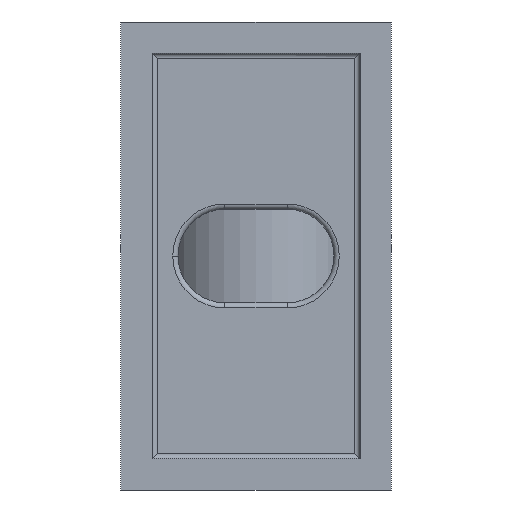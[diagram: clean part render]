
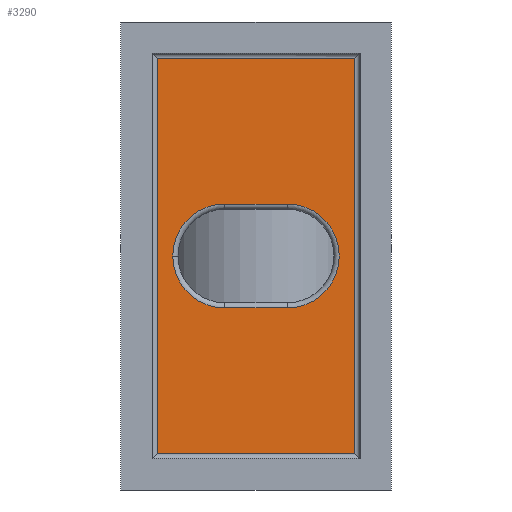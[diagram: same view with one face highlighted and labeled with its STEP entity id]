
A CAD part, front view. The second image highlights one B-rep face of the part: STEP entity #3290.
In plain terms, the highlighted planar face has unit normal (0, -1, 0).
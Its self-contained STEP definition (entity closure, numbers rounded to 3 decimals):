
#62 = EDGE_CURVE ( 'NONE', #460, #2030, #847, .T. ) ;
#70 = VERTEX_POINT ( 'NONE', #2869 ) ;
#93 = LINE ( 'NONE', #3714, #898 ) ;
#144 = EDGE_LOOP ( 'NONE', ( #3106, #3503, #4391, #4664, #3464 ) ) ;
#322 = DIRECTION ( 'NONE',  ( 0., 1., 0. ) ) ;
#346 = DIRECTION ( 'NONE',  ( 0., 1., 0. ) ) ;
#361 = AXIS2_PLACEMENT_3D ( 'NONE', #708, #322, #2998 ) ;
#364 = CARTESIAN_POINT ( 'NONE',  ( 3., 0.7, 27.5 ) ) ;
#394 = LINE ( 'NONE', #2546, #887 ) ;
#460 = VERTEX_POINT ( 'NONE', #2397 ) ;
#586 = CARTESIAN_POINT ( 'NONE',  ( 0., 0.7, 17.5 ) ) ;
#634 = VERTEX_POINT ( 'NONE', #1749 ) ;
#662 = LINE ( 'NONE', #586, #2432 ) ;
#664 = DIRECTION ( 'NONE',  ( 0., 1., 0. ) ) ;
#708 = CARTESIAN_POINT ( 'NONE',  ( -3., 0.7, 22.5 ) ) ;
#847 = LINE ( 'NONE', #2324, #1401 ) ;
#865 = DIRECTION ( 'NONE',  ( -1., 0., 0. ) ) ;
#887 = VECTOR ( 'NONE', #2635, 1000. ) ;
#898 = VECTOR ( 'NONE', #4505, 1000. ) ;
#946 = CARTESIAN_POINT ( 'NONE',  ( 9.5, 0.7, 42. ) ) ;
#973 = LINE ( 'NONE', #946, #1579 ) ;
#1286 = ORIENTED_EDGE ( 'NONE', *, *, #4522, .T. ) ;
#1401 = VECTOR ( 'NONE', #3773, 1000. ) ;
#1553 = DIRECTION ( 'NONE',  ( 1., 0., 0. ) ) ;
#1563 = CARTESIAN_POINT ( 'NONE',  ( 9.5, 0.7, 41.5 ) ) ;
#1579 = VECTOR ( 'NONE', #4615, 1000. ) ;
#1590 = CIRCLE ( 'NONE', #1974, 5. ) ;
#1694 = EDGE_CURVE ( 'NONE', #3079, #4737, #1590, .T. ) ;
#1749 = CARTESIAN_POINT ( 'NONE',  ( 9.5, 0.7, 3.5 ) ) ;
#1786 = CARTESIAN_POINT ( 'NONE',  ( -9.5, 0.7, 3.5 ) ) ;
#1974 = AXIS2_PLACEMENT_3D ( 'NONE', #3625, #346, #3282 ) ;
#2030 = VERTEX_POINT ( 'NONE', #1786 ) ;
#2031 = FACE_BOUND ( 'NONE', #144, .T. ) ;
#2075 = DIRECTION ( 'NONE',  ( -1., 0., 0. ) ) ;
#2126 = EDGE_CURVE ( 'NONE', #4737, #70, #662, .T. ) ;
#2144 = DIRECTION ( 'NONE',  ( -1., 0., 0. ) ) ;
#2288 = CIRCLE ( 'NONE', #361, 5. ) ;
#2324 = CARTESIAN_POINT ( 'NONE',  ( -9.5, 0.7, 3. ) ) ;
#2397 = CARTESIAN_POINT ( 'NONE',  ( -9.5, 0.7, 41.5 ) ) ;
#2432 = VECTOR ( 'NONE', #2075, 1000. ) ;
#2503 = VERTEX_POINT ( 'NONE', #4656 ) ;
#2512 = EDGE_LOOP ( 'NONE', ( #4250, #1286, #3491, #3703 ) ) ;
#2538 = EDGE_CURVE ( 'NONE', #634, #3612, #973, .T. ) ;
#2546 = CARTESIAN_POINT ( 'NONE',  ( -10., 0.7, 41.5 ) ) ;
#2635 = DIRECTION ( 'NONE',  ( -1., 0., 0. ) ) ;
#2732 = EDGE_CURVE ( 'NONE', #2503, #2832, #3033, .T. ) ;
#2771 = FACE_OUTER_BOUND ( 'NONE', #2512, .T. ) ;
#2832 = VERTEX_POINT ( 'NONE', #3087 ) ;
#2869 = CARTESIAN_POINT ( 'NONE',  ( -3., 0.7, 17.5 ) ) ;
#2998 = DIRECTION ( 'NONE',  ( -1., 0., 0. ) ) ;
#3030 = LINE ( 'NONE', #4177, #3728 ) ;
#3033 = CIRCLE ( 'NONE', #3632, 5. ) ;
#3035 = CARTESIAN_POINT ( 'NONE',  ( -3., 0.7, 22.5 ) ) ;
#3079 = VERTEX_POINT ( 'NONE', #364 ) ;
#3087 = CARTESIAN_POINT ( 'NONE',  ( -3., 0.7, 27.5 ) ) ;
#3106 = ORIENTED_EDGE ( 'NONE', *, *, #4531, .T. ) ;
#3133 = PLANE ( 'NONE',  #4344 ) ;
#3282 = DIRECTION ( 'NONE',  ( -1., 0., 0. ) ) ;
#3290 = ADVANCED_FACE ( 'NONE', ( #2771, #2031 ), #3133, .F. ) ;
#3410 = DIRECTION ( 'NONE',  ( 0., 1., 0. ) ) ;
#3458 = EDGE_CURVE ( 'NONE', #3612, #460, #394, .T. ) ;
#3464 = ORIENTED_EDGE ( 'NONE', *, *, #2732, .T. ) ;
#3472 = CARTESIAN_POINT ( 'NONE',  ( 0., 0.7, 0. ) ) ;
#3491 = ORIENTED_EDGE ( 'NONE', *, *, #2538, .T. ) ;
#3503 = ORIENTED_EDGE ( 'NONE', *, *, #1694, .T. ) ;
#3612 = VERTEX_POINT ( 'NONE', #1563 ) ;
#3625 = CARTESIAN_POINT ( 'NONE',  ( 3., 0.7, 22.5 ) ) ;
#3632 = AXIS2_PLACEMENT_3D ( 'NONE', #3035, #3410, #865 ) ;
#3703 = ORIENTED_EDGE ( 'NONE', *, *, #3458, .T. ) ;
#3714 = CARTESIAN_POINT ( 'NONE',  ( 10., 0.7, 3.5 ) ) ;
#3728 = VECTOR ( 'NONE', #1553, 1000. ) ;
#3773 = DIRECTION ( 'NONE',  ( 0., 0., -1. ) ) ;
#3903 = EDGE_CURVE ( 'NONE', #70, #2503, #2288, .T. ) ;
#4177 = CARTESIAN_POINT ( 'NONE',  ( 0., 0.7, 27.5 ) ) ;
#4233 = CARTESIAN_POINT ( 'NONE',  ( 3., 0.7, 17.5 ) ) ;
#4250 = ORIENTED_EDGE ( 'NONE', *, *, #62, .T. ) ;
#4344 = AXIS2_PLACEMENT_3D ( 'NONE', #3472, #664, #2144 ) ;
#4391 = ORIENTED_EDGE ( 'NONE', *, *, #2126, .T. ) ;
#4505 = DIRECTION ( 'NONE',  ( 1., 0., 0. ) ) ;
#4522 = EDGE_CURVE ( 'NONE', #2030, #634, #93, .T. ) ;
#4531 = EDGE_CURVE ( 'NONE', #2832, #3079, #3030, .T. ) ;
#4615 = DIRECTION ( 'NONE',  ( 0., 0., 1. ) ) ;
#4656 = CARTESIAN_POINT ( 'NONE',  ( -8., 0.7, 22.5 ) ) ;
#4664 = ORIENTED_EDGE ( 'NONE', *, *, #3903, .T. ) ;
#4737 = VERTEX_POINT ( 'NONE', #4233 ) ;
